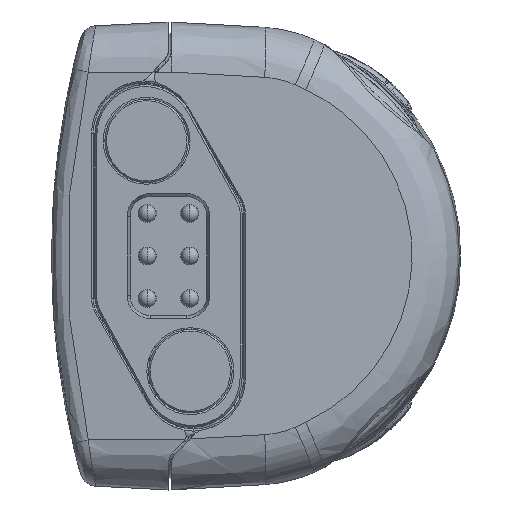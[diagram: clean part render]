
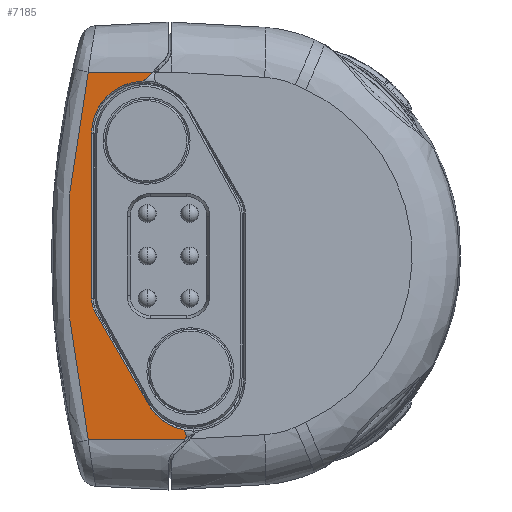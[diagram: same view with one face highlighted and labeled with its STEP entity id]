
A CAD part, left-side view. The second image highlights one B-rep face of the part: STEP entity #7185.
In plain terms, the highlighted planar face has unit normal (-0.999, 0.052, 0).
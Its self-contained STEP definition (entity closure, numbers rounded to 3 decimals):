
#237 =( BOUNDED_CURVE ( )  B_SPLINE_CURVE ( 3, ( #105688, #35501, #62371, #10408 ),
 .UNSPECIFIED., .F., .F. ) 
 B_SPLINE_CURVE_WITH_KNOTS ( ( 4, 4 ),
 ( 1.642, 2.373 ),
 .UNSPECIFIED. ) 
 CURVE ( )  GEOMETRIC_REPRESENTATION_ITEM ( )  RATIONAL_B_SPLINE_CURVE ( ( 1., 0.956, 0.956, 1. ) ) 
 REPRESENTATION_ITEM ( '' )  );
#846 = CARTESIAN_POINT ( 'NONE',  ( 0., 0., -11. ) ) ;
#1288 = FACE_OUTER_BOUND ( 'NONE', #32355, .T. ) ;
#2173 = DIRECTION ( 'NONE',  ( 0., 0., 1. ) ) ;
#2493 = CARTESIAN_POINT ( 'NONE',  ( -0.039, -0.753, -10.359 ) ) ;
#7185 = ADVANCED_FACE ( 'NONE', ( #1288 ), #79337, .T. ) ;
#8207 = CARTESIAN_POINT ( 'NONE',  ( 0.241, 4.6, 9.065 ) ) ;
#9566 = LINE ( 'NONE', #10162, #53027 ) ;
#10162 = CARTESIAN_POINT ( 'NONE',  ( 0.241, 4.6, -11. ) ) ;
#10408 = CARTESIAN_POINT ( 'NONE',  ( 0.07, 1.332, 10.623 ) ) ;
#10656 = CARTESIAN_POINT ( 'NONE',  ( -0.051, -0.966, -11. ) ) ;
#10676 = LINE ( 'NONE', #92923, #79897 ) ;
#11825 = CARTESIAN_POINT ( 'NONE',  ( 0.339, 6.476, 3.73 ) ) ;
#11915 = ORIENTED_EDGE ( 'NONE', *, *, #45651, .T. ) ;
#11920 = CARTESIAN_POINT ( 'NONE',  ( 0.252, 4.802, -11. ) ) ;
#12896 = VERTEX_POINT ( 'NONE', #54099 ) ;
#14378 = ORIENTED_EDGE ( 'NONE', *, *, #35545, .T. ) ;
#14426 = VECTOR ( 'NONE', #58091, 1000. ) ;
#15588 = ORIENTED_EDGE ( 'NONE', *, *, #40449, .T. ) ;
#16380 = CARTESIAN_POINT ( 'NONE',  ( 0.07, 1.332, 10.623 ) ) ;
#17186 = LINE ( 'NONE', #101396, #14426 ) ;
#17460 = VERTEX_POINT ( 'NONE', #45660 ) ;
#18389 = EDGE_CURVE ( 'NONE', #17460, #93061, #237, .T. ) ;
#18516 = VERTEX_POINT ( 'NONE', #11920 ) ;
#19620 =( BOUNDED_CURVE ( )  B_SPLINE_CURVE ( 3, ( #20553, #11825, #46708, #107453 ),
 .UNSPECIFIED., .F., .F. ) 
 B_SPLINE_CURVE_WITH_KNOTS ( ( 4, 4 ),
 ( 2.915, 3.368 ),
 .UNSPECIFIED. ) 
 CURVE ( )  GEOMETRIC_REPRESENTATION_ITEM ( )  RATIONAL_B_SPLINE_CURVE ( ( 1., 0.983, 0.983, 1. ) ) 
 REPRESENTATION_ITEM ( '' )  );
#19986 = CARTESIAN_POINT ( 'NONE',  ( 0.04, 0.757, -9.64 ) ) ;
#20553 = CARTESIAN_POINT ( 'NONE',  ( 0.252, 4.802, 11. ) ) ;
#21587 = VERTEX_POINT ( 'NONE', #23453 ) ;
#22837 = ORIENTED_EDGE ( 'NONE', *, *, #64021, .T. ) ;
#23453 = CARTESIAN_POINT ( 'NONE',  ( 0.241, 4.6, 7.35 ) ) ;
#26401 = VERTEX_POINT ( 'NONE', #75541 ) ;
#27445 = DIRECTION ( 'NONE',  ( -0.999, 0.052, 0. ) ) ;
#28081 = VERTEX_POINT ( 'NONE', #60132 ) ;
#30425 = LINE ( 'NONE', #38560, #76525 ) ;
#32355 = EDGE_LOOP ( 'NONE', ( #15588, #93327, #82112, #106726, #62596, #75492, #11915, #22837, #46417, #14378, #102483 ) ) ;
#32591 = CARTESIAN_POINT ( 'NONE',  ( 0.23, 4.385, -3.36 ) ) ;
#32638 = CARTESIAN_POINT ( 'NONE',  ( 0.23, 4.385, -3.36 ) ) ;
#33540 = CARTESIAN_POINT ( 'NONE',  ( -0.039, -0.753, -10.359 ) ) ;
#35501 = CARTESIAN_POINT ( 'NONE',  ( 0.082, 1.572, 10.453 ) ) ;
#35545 = EDGE_CURVE ( 'NONE', #97358, #12896, #43612, .T. ) ;
#38505 = CARTESIAN_POINT ( 'NONE',  ( 0.252, 4.802, 11. ) ) ;
#38560 = CARTESIAN_POINT ( 'NONE',  ( 0., 0., 11. ) ) ;
#40449 = EDGE_CURVE ( 'NONE', #21587, #17460, #110486, .T. ) ;
#40928 = DIRECTION ( 'NONE',  ( -0.052, -0.999, 0. ) ) ;
#41275 = CARTESIAN_POINT ( 'NONE',  ( 0.241, 4.6, -2.843 ) ) ;
#43612 =( BOUNDED_CURVE ( )  B_SPLINE_CURVE ( 3, ( #32591, #84557, #41275, #102041 ),
 .UNSPECIFIED., .F., .F. ) 
 B_SPLINE_CURVE_WITH_KNOTS ( ( 4, 4 ),
 ( 5.759, 6.283 ),
 .UNSPECIFIED. ) 
 CURVE ( )  GEOMETRIC_REPRESENTATION_ITEM ( )  RATIONAL_B_SPLINE_CURVE ( ( 1., 0.977, 0.977, 1. ) ) 
 REPRESENTATION_ITEM ( '' )  );
#45651 = EDGE_CURVE ( 'NONE', #88773, #26401, #70226, .T. ) ;
#45660 = CARTESIAN_POINT ( 'NONE',  ( 0.09, 1.721, 10.442 ) ) ;
#46417 = ORIENTED_EDGE ( 'NONE', *, *, #58530, .T. ) ;
#46708 = CARTESIAN_POINT ( 'NONE',  ( 0.339, 6.476, -3.73 ) ) ;
#53027 = VECTOR ( 'NONE', #2173, 1000. ) ;
#54099 = CARTESIAN_POINT ( 'NONE',  ( 0.241, 4.6, -2.56 ) ) ;
#58091 = DIRECTION ( 'NONE',  ( 0.026, 0.5, 0.866 ) ) ;
#58530 = EDGE_CURVE ( 'NONE', #28081, #97358, #17186, .T. ) ;
#58635 =( BOUNDED_CURVE ( )  B_SPLINE_CURVE ( 3, ( #2493, #70787, #19986, #80645 ),
 .UNSPECIFIED., .F., .F. ) 
 B_SPLINE_CURVE_WITH_KNOTS ( ( 4, 4 ),
 ( 4.956, 5.759 ),
 .UNSPECIFIED. ) 
 CURVE ( )  GEOMETRIC_REPRESENTATION_ITEM ( )  RATIONAL_B_SPLINE_CURVE ( ( 1., 0.947, 0.947, 1. ) ) 
 REPRESENTATION_ITEM ( '' )  );
#58853 = AXIS2_PLACEMENT_3D ( 'NONE', #846, #27445, #88138 ) ;
#60132 = CARTESIAN_POINT ( 'NONE',  ( 0.062, 1.184, -8.901 ) ) ;
#60566 = CARTESIAN_POINT ( 'NONE',  ( 0.09, 1.721, 10.442 ) ) ;
#62371 = CARTESIAN_POINT ( 'NONE',  ( 0.075, 1.436, 10.516 ) ) ;
#62596 = ORIENTED_EDGE ( 'NONE', *, *, #73293, .T. ) ;
#64021 = EDGE_CURVE ( 'NONE', #26401, #28081, #58635, .T. ) ;
#67987 = CARTESIAN_POINT ( 'NONE',  ( -0.061, -1.173, -10.747 ) ) ;
#69348 = EDGE_CURVE ( 'NONE', #82761, #88297, #30425, .T. ) ;
#70226 =( BOUNDED_CURVE ( )  B_SPLINE_CURVE ( 3, ( #83988, #67987, #85482, #33540 ),
 .UNSPECIFIED., .F., .F. ) 
 B_SPLINE_CURVE_WITH_KNOTS ( ( 4, 4 ),
 ( 2.456, 4.469 ),
 .UNSPECIFIED. ) 
 CURVE ( )  GEOMETRIC_REPRESENTATION_ITEM ( )  RATIONAL_B_SPLINE_CURVE ( ( 1., 0.69, 0.69, 1. ) ) 
 REPRESENTATION_ITEM ( '' )  );
#70787 = CARTESIAN_POINT ( 'NONE',  ( 0.004, 0.076, -10.153 ) ) ;
#71481 = CARTESIAN_POINT ( 'NONE',  ( 0.602, 11.479, 0.139 ) ) ;
#73293 = EDGE_CURVE ( 'NONE', #82761, #18516, #19620, .T. ) ;
#75492 = ORIENTED_EDGE ( 'NONE', *, *, #100597, .T. ) ;
#75541 = CARTESIAN_POINT ( 'NONE',  ( -0.039, -0.753, -10.359 ) ) ;
#76525 = VECTOR ( 'NONE', #99278, 1000. ) ;
#79337 = PLANE ( 'NONE',  #58853 ) ;
#79897 = VECTOR ( 'NONE', #40928, 1000. ) ;
#80645 = CARTESIAN_POINT ( 'NONE',  ( 0.062, 1.184, -8.901 ) ) ;
#82112 = ORIENTED_EDGE ( 'NONE', *, *, #86473, .T. ) ;
#82761 = VERTEX_POINT ( 'NONE', #38505 ) ;
#83988 = CARTESIAN_POINT ( 'NONE',  ( -0.051, -0.966, -11. ) ) ;
#84557 = CARTESIAN_POINT ( 'NONE',  ( 0.237, 4.527, -3.116 ) ) ;
#85482 = CARTESIAN_POINT ( 'NONE',  ( -0.056, -1.07, -10.437 ) ) ;
#86473 = EDGE_CURVE ( 'NONE', #93061, #88297, #108742, .T. ) ;
#88138 = DIRECTION ( 'NONE',  ( -0.052, -0.999, 0. ) ) ;
#88297 = VERTEX_POINT ( 'NONE', #100812 ) ;
#88386 = VECTOR ( 'NONE', #88990, 1000. ) ;
#88773 = VERTEX_POINT ( 'NONE', #10656 ) ;
#88990 = DIRECTION ( 'NONE',  ( -0.036, -0.695, 0.718 ) ) ;
#92923 = CARTESIAN_POINT ( 'NONE',  ( 0., 0., -11. ) ) ;
#93061 = VERTEX_POINT ( 'NONE', #16380 ) ;
#93327 = ORIENTED_EDGE ( 'NONE', *, *, #18389, .T. ) ;
#97358 = VERTEX_POINT ( 'NONE', #32638 ) ;
#99278 = DIRECTION ( 'NONE',  ( -0.052, -0.999, 0. ) ) ;
#100597 = EDGE_CURVE ( 'NONE', #18516, #88773, #10676, .T. ) ;
#100812 = CARTESIAN_POINT ( 'NONE',  ( 0.051, 0.968, 11. ) ) ;
#101396 = CARTESIAN_POINT ( 'NONE',  ( -0.001, -0.021, -10.988 ) ) ;
#102041 = CARTESIAN_POINT ( 'NONE',  ( 0.241, 4.6, -2.56 ) ) ;
#102483 = ORIENTED_EDGE ( 'NONE', *, *, #105393, .T. ) ;
#103881 = CARTESIAN_POINT ( 'NONE',  ( 0.241, 4.6, 7.35 ) ) ;
#105393 = EDGE_CURVE ( 'NONE', #12896, #21587, #9566, .T. ) ;
#105688 = CARTESIAN_POINT ( 'NONE',  ( 0.09, 1.721, 10.442 ) ) ;
#106726 = ORIENTED_EDGE ( 'NONE', *, *, #69348, .F. ) ;
#107453 = CARTESIAN_POINT ( 'NONE',  ( 0.252, 4.802, -11. ) ) ;
#108742 = LINE ( 'NONE', #71481, #88386 ) ;
#110486 =( BOUNDED_CURVE ( )  B_SPLINE_CURVE ( 3, ( #103881, #8207, #112577, #60566 ),
 .UNSPECIFIED., .F., .F. ) 
 B_SPLINE_CURVE_WITH_KNOTS ( ( 4, 4 ),
 ( 0., 1.5 ),
 .UNSPECIFIED. ) 
 CURVE ( )  GEOMETRIC_REPRESENTATION_ITEM ( )  RATIONAL_B_SPLINE_CURVE ( ( 1., 0.821, 0.821, 1. ) ) 
 REPRESENTATION_ITEM ( '' )  );
#112577 = CARTESIAN_POINT ( 'NONE',  ( 0.18, 3.431, 10.32 ) ) ;
